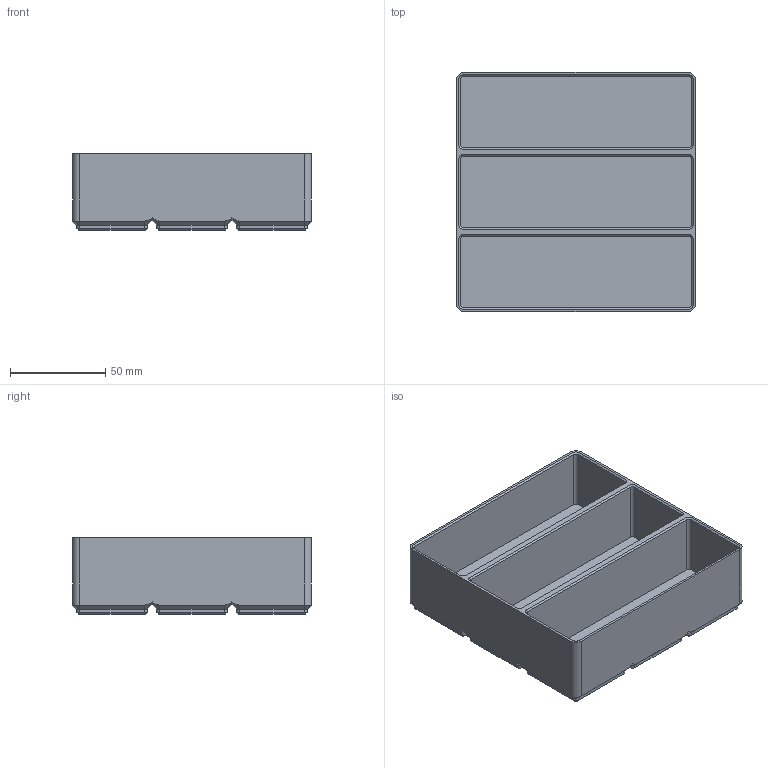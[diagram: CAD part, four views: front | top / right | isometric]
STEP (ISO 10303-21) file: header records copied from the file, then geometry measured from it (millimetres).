
FILE_DESCRIPTION(('Creo Elements/Direct Modeling STEP Export'),'2;1');
FILE_NAME('Gridfinity-3x3x40-13.stp','2023-01-29T19:29:36',(''),(''),'Creo Elements/Direct Modeling STEP processor for AP214 (Solid Model)','Creo Elements/Direct Modeling 20.3A 20-Jun-2020 (C) Parametric Technology GmbH','');
FILE_SCHEMA(('AUTOMOTIVE_DESIGN { 1 0 10303 214 1 1 1 1 }'));
Length unit declared in the file: millimetre
Products named in the file (2): 3x3x40-13
Assembly tree (1 placements, depth 2):
  3x3x40-13
    3x3x40-13
Bounding box: 125.5 x 125.5 x 40 mm (x, y, z)
Volume: 161765 mm3; surface area: 86483.4 mm2
Topology: 1 solids, 1 shells, 501 faces, 1068 edges, 644 vertices
Faces by surface type: plane 221, cylinder 196, cone 84
Entity records: 14979 total; most frequent: CARTESIAN_POINT 4463, DIRECTION 2152, ORIENTED_EDGE 2136, EDGE_CURVE 1068, AXIS2_PLACEMENT_3D 782, VERTEX_POINT 644, VECTOR 588, LINE 588
